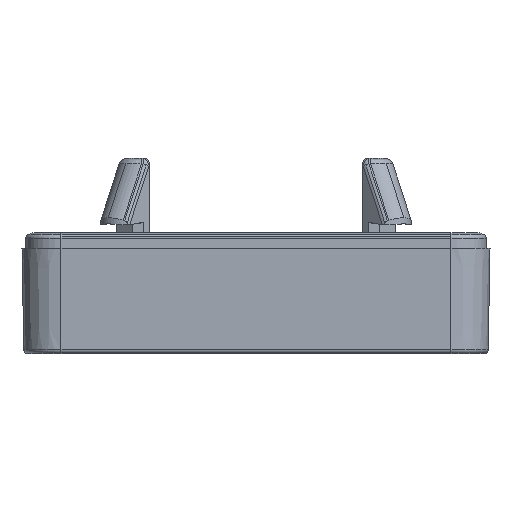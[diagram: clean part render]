
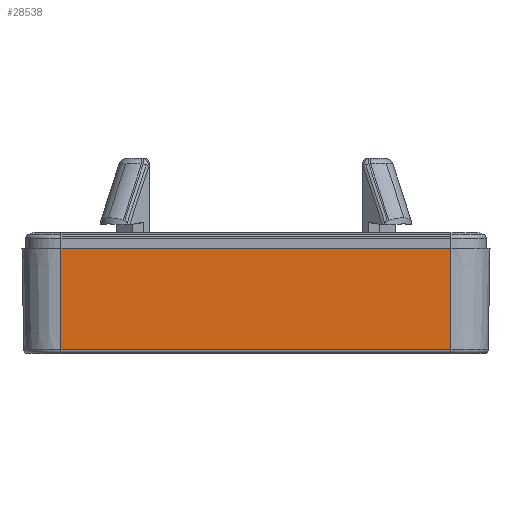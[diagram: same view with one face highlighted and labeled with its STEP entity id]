
A CAD part, left-side view. The second image highlights one B-rep face of the part: STEP entity #28538.
In plain terms, the highlighted planar face has unit normal (-1, 0, -0.018).
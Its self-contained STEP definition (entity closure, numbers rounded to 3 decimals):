
#3743 = CARTESIAN_POINT ( 'NONE',  ( -74., 25., 0. ) ) ;
#4459 = PLANE ( 'NONE',  #12654 ) ;
#10299 = DIRECTION ( 'NONE',  ( 0.017, 0., -1. ) ) ;
#11061 = VECTOR ( 'NONE', #126951, 1000. ) ;
#12654 = AXIS2_PLACEMENT_3D ( 'NONE', #3743, #15424, #46839 ) ;
#15424 = DIRECTION ( 'NONE',  ( 1., 0., 0.017 ) ) ;
#20482 = EDGE_CURVE ( 'NONE', #27803, #144325, #124162, .T. ) ;
#25241 = DIRECTION ( 'NONE',  ( 0.017, 0., -1. ) ) ;
#27453 = CARTESIAN_POINT ( 'NONE',  ( -74., 25., 0. ) ) ;
#27803 = VERTEX_POINT ( 'NONE', #27453 ) ;
#28538 = ADVANCED_FACE ( 'NONE', ( #58497 ), #4459, .F. ) ;
#31197 = ORIENTED_EDGE ( 'NONE', *, *, #130019, .F. ) ;
#34741 = VERTEX_POINT ( 'NONE', #86113 ) ;
#35634 = LINE ( 'NONE', #58956, #106104 ) ;
#37873 = CARTESIAN_POINT ( 'NONE',  ( -74., 25., 0. ) ) ;
#45917 = VECTOR ( 'NONE', #25241, 1000. ) ;
#46839 = DIRECTION ( 'NONE',  ( 0., -1., 0. ) ) ;
#52359 = EDGE_CURVE ( 'NONE', #76467, #34741, #122412, .T. ) ;
#54102 = ORIENTED_EDGE ( 'NONE', *, *, #135986, .F. ) ;
#55947 = CARTESIAN_POINT ( 'NONE',  ( -74., -25., 0. ) ) ;
#58497 = FACE_OUTER_BOUND ( 'NONE', #65222, .T. ) ;
#58956 = CARTESIAN_POINT ( 'NONE',  ( -73.773, -25., -13.009 ) ) ;
#65222 = EDGE_LOOP ( 'NONE', ( #31197, #144316, #54102, #115867 ) ) ;
#76467 = VERTEX_POINT ( 'NONE', #143394 ) ;
#86113 = CARTESIAN_POINT ( 'NONE',  ( -73.773, -25., -13.009 ) ) ;
#88472 = VECTOR ( 'NONE', #10299, 1000. ) ;
#92511 = DIRECTION ( 'NONE',  ( 0., 1., 0. ) ) ;
#105023 = LINE ( 'NONE', #37873, #11061 ) ;
#106104 = VECTOR ( 'NONE', #92511, 1000. ) ;
#115867 = ORIENTED_EDGE ( 'NONE', *, *, #20482, .T. ) ;
#122412 = LINE ( 'NONE', #55947, #45917 ) ;
#122728 = CARTESIAN_POINT ( 'NONE',  ( -74., 25., 0. ) ) ;
#124162 = LINE ( 'NONE', #122728, #88472 ) ;
#126951 = DIRECTION ( 'NONE',  ( 0., -1., 0. ) ) ;
#130019 = EDGE_CURVE ( 'NONE', #34741, #144325, #35634, .T. ) ;
#135986 = EDGE_CURVE ( 'NONE', #27803, #76467, #105023, .T. ) ;
#142197 = CARTESIAN_POINT ( 'NONE',  ( -73.773, 25., -13.009 ) ) ;
#143394 = CARTESIAN_POINT ( 'NONE',  ( -74., -25., 0. ) ) ;
#144316 = ORIENTED_EDGE ( 'NONE', *, *, #52359, .F. ) ;
#144325 = VERTEX_POINT ( 'NONE', #142197 ) ;
